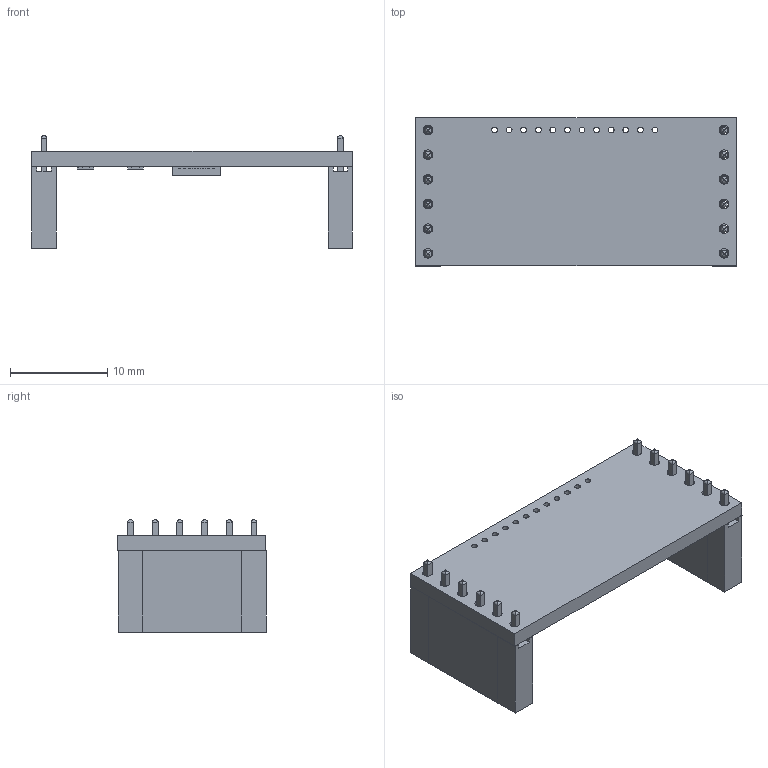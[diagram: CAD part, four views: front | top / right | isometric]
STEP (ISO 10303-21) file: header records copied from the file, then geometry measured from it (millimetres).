
FILE_DESCRIPTION(('Open CASCADE Model'),'2;1');
FILE_NAME('Open CASCADE Shape Model','2017-05-24T15:42:23',('Author'),( 'Open CASCADE'),'Open CASCADE STEP processor 6.8','Open CASCADE 6.8' ,'Unknown');
FILE_SCHEMA(('AUTOMOTIVE_DESIGN { 1 0 10303 214 1 1 1 1 }'));
Length unit declared in the file: millimetre
Products named in the file (15): PCB; Board; R1; 0603_res; C1; 0603_cap; C2; C3; C4; B2; FEMALE-ZL262-5SG; U1; HVQFN-32; R2; R3
Assembly tree (22 placements, depth 3):
  PCB
    Board
    R1
      0603_res
    C1
      0603_cap
    C2
      0603_cap
    C3
      0603_cap
    C4
      0603_cap
    B2
      FEMALE-ZL262-5SG  x4
    U1
      HVQFN-32
    R2
      0603_res
    R3
      0603_res
Bounding box: 33.02 x 15.29 x 11.55 mm (x, y, z)
Volume: 1757.5 mm3; surface area: 3344.5 mm2
Topology: 65 solids, 65 shells, 1388 faces, 3287 edges, 2009 vertices
Faces by surface type: plane 751, cylinder 308, bspline 273, sphere 56
Full cylindrical faces by diameter (mm): 0.6 x12, 1 x12
Entity records: 25324 total; most frequent: CARTESIAN_POINT 7668, ORIENTED_EDGE 3028, DIRECTION 2744, EDGE_CURVE 1514, LINE 1098, VECTOR 1098, VERTEX_POINT 971, AXIS2_PLACEMENT_3D 823
